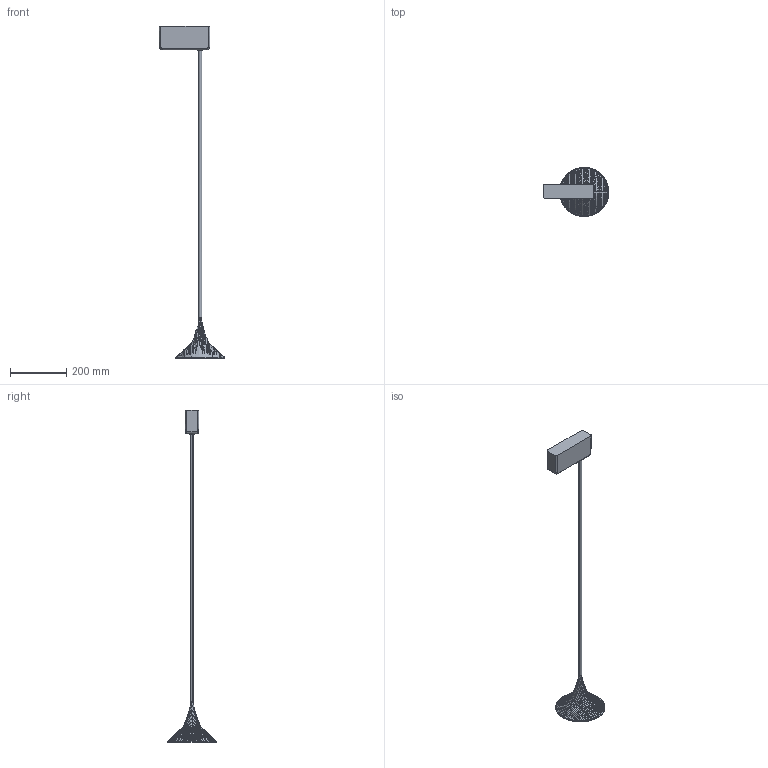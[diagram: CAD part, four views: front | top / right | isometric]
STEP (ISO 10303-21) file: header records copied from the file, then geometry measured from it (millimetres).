
FILE_DESCRIPTION(/* description */ (''),/* implementation_level */ '2;1');
FILE_NAME(/* name */ 'Unterlinden Suspension',/* time_stamp */ '2024-07-05T12:20:57+02:00',/* author */ (''),/* organization */ (''),/* preprocessor_version */ 'ST-DEVELOPER v16.5',/* originating_system */ 'Rhino 7.37',/* authorisation */ '');
FILE_SCHEMA (('AUTOMOTIVE_DESIGN'));
Length unit declared in the file: millimetre
Products named in the file (1): Document
Bounding box: 233.55 x 175 x 1179.5 mm (x, y, z)
Volume: 810975.7 mm3; surface area: 221479 mm2
Topology: 4 solids, 5 shells, 253 faces, 649 edges, 399 vertices
Faces by surface type: bspline 216, cylinder 20, plane 17
Entity records: 30311 total; most frequent: CARTESIAN_POINT 26635, ORIENTED_EDGE 1203, EDGE_CURVE 622, B_SPLINE_CURVE_WITH_KNOTS 486, VERTEX_POINT 384, EDGE_LOOP 239, ADVANCED_FACE 233, FACE_OUTER_BOUND 233
